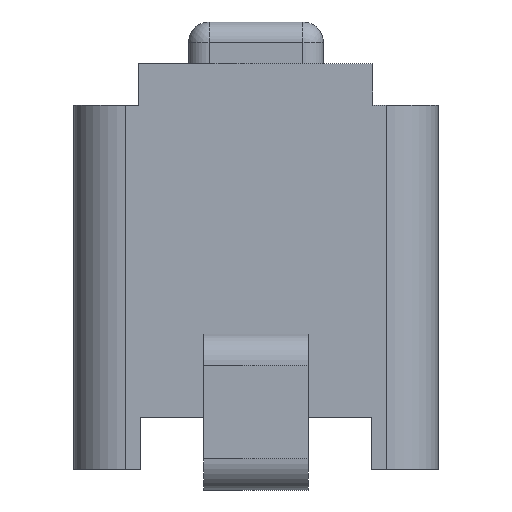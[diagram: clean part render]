
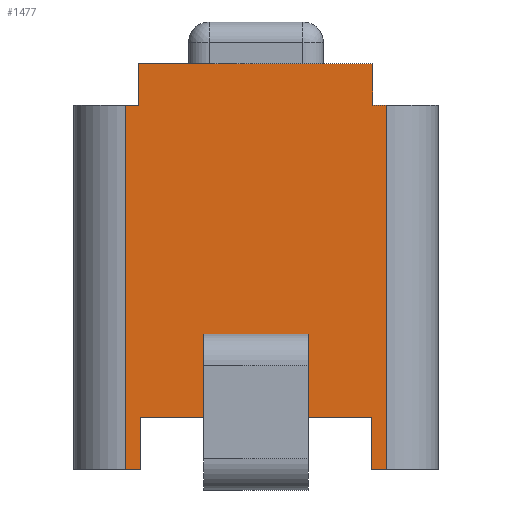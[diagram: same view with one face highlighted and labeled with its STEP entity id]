
A CAD part, left-side view. The second image highlights one B-rep face of the part: STEP entity #1477.
In plain terms, the highlighted planar face has unit normal (-1, 0, 0).
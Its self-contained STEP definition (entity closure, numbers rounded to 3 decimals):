
#294=DIRECTION('',(0.,0.,1.));
#295=VECTOR('',#294,0.35);
#296=CARTESIAN_POINT('',(-3.,-0.5,-2.55));
#297=LINE('',#296,#295);
#298=DIRECTION('',(0.,1.,0.));
#299=VECTOR('',#298,1.);
#300=CARTESIAN_POINT('',(-3.,-0.5,-2.2));
#301=LINE('',#300,#299);
#302=DIRECTION('',(0.,0.,1.));
#303=VECTOR('',#302,0.35);
#304=CARTESIAN_POINT('',(-3.,0.5,-2.55));
#305=LINE('',#304,#303);
#306=DIRECTION('',(0.,1.,0.));
#307=VECTOR('',#306,1.);
#308=CARTESIAN_POINT('',(-3.,-0.5,-2.55));
#309=LINE('',#308,#307);
#310=DIRECTION('',(0.,0.,-1.));
#311=VECTOR('',#310,3.5);
#312=CARTESIAN_POINT('',(-3.,-1.25,0.));
#313=LINE('',#312,#311);
#314=DIRECTION('',(0.,-1.,0.));
#315=VECTOR('',#314,0.14);
#316=CARTESIAN_POINT('',(-3.,-1.11,-3.5));
#317=LINE('',#316,#315);
#318=DIRECTION('',(0.,0.,1.));
#319=VECTOR('',#318,0.5);
#320=CARTESIAN_POINT('',(-3.,-1.11,-3.5));
#321=LINE('',#320,#319);
#322=DIRECTION('',(0.,1.,0.));
#323=VECTOR('',#322,2.22);
#324=CARTESIAN_POINT('',(-3.,-1.11,-3.));
#325=LINE('',#324,#323);
#326=DIRECTION('',(0.,0.,1.));
#327=VECTOR('',#326,0.5);
#328=CARTESIAN_POINT('',(-3.,1.11,-3.5));
#329=LINE('',#328,#327);
#330=DIRECTION('',(0.,-1.,0.));
#331=VECTOR('',#330,0.14);
#332=CARTESIAN_POINT('',(-3.,1.25,-3.5));
#333=LINE('',#332,#331);
#334=DIRECTION('',(0.,0.,1.));
#335=VECTOR('',#334,3.5);
#336=CARTESIAN_POINT('',(-3.,1.25,-3.5));
#337=LINE('',#336,#335);
#706=DIRECTION('',(0.,-1.,0.));
#707=VECTOR('',#706,0.125);
#708=CARTESIAN_POINT('',(-3.,1.25,0.));
#709=LINE('',#708,#707);
#742=DIRECTION('',(0.,-1.,0.));
#743=VECTOR('',#742,0.125);
#744=CARTESIAN_POINT('',(-3.,-1.125,0.));
#745=LINE('',#744,#743);
#890=DIRECTION('',(0.,0.,1.));
#891=VECTOR('',#890,0.4);
#892=CARTESIAN_POINT('',(-3.,-1.125,0.));
#893=LINE('',#892,#891);
#924=DIRECTION('',(0.,1.,0.));
#925=VECTOR('',#924,2.25);
#926=CARTESIAN_POINT('',(-3.,-1.125,0.4));
#927=LINE('',#926,#925);
#941=DIRECTION('',(0.,0.,1.));
#942=VECTOR('',#941,0.4);
#943=CARTESIAN_POINT('',(-3.,1.125,0.));
#944=LINE('',#943,#942);
#1031=CARTESIAN_POINT('',(-3.,1.25,0.));
#1033=VERTEX_POINT('',#1031);
#1034=CARTESIAN_POINT('',(-3.,1.25,-3.5));
#1035=VERTEX_POINT('',#1034);
#1055=CARTESIAN_POINT('',(-3.,-1.25,-3.5));
#1057=VERTEX_POINT('',#1055);
#1058=CARTESIAN_POINT('',(-3.,-1.25,0.));
#1059=VERTEX_POINT('',#1058);
#1088=CARTESIAN_POINT('',(-3.,-1.11,-3.5));
#1089=VERTEX_POINT('',#1088);
#1090=CARTESIAN_POINT('',(-3.,1.11,-3.5));
#1092=VERTEX_POINT('',#1090);
#1098=CARTESIAN_POINT('',(-3.,-1.11,-3.));
#1099=CARTESIAN_POINT('',(-3.,1.11,-3.));
#1100=VERTEX_POINT('',#1098);
#1101=VERTEX_POINT('',#1099);
#1158=CARTESIAN_POINT('',(-3.,-0.5,-2.55));
#1159=CARTESIAN_POINT('',(-3.,-0.5,-2.2));
#1160=VERTEX_POINT('',#1158);
#1161=VERTEX_POINT('',#1159);
#1162=CARTESIAN_POINT('',(-3.,0.5,-2.55));
#1163=CARTESIAN_POINT('',(-3.,0.5,-2.2));
#1164=VERTEX_POINT('',#1162);
#1165=VERTEX_POINT('',#1163);
#1214=CARTESIAN_POINT('',(-3.,-1.125,0.4));
#1216=VERTEX_POINT('',#1214);
#1226=CARTESIAN_POINT('',(-3.,1.125,0.4));
#1228=VERTEX_POINT('',#1226);
#1238=CARTESIAN_POINT('',(-3.,-1.125,0.));
#1240=VERTEX_POINT('',#1238);
#1246=CARTESIAN_POINT('',(-3.,1.125,0.));
#1248=VERTEX_POINT('',#1246);
#1440=CARTESIAN_POINT('',(-3.,1.75,-3.5));
#1441=DIRECTION('',(-1.,0.,0.));
#1442=DIRECTION('',(0.,0.,1.));
#1443=AXIS2_PLACEMENT_3D('',#1440,#1441,#1442);
#1444=PLANE('',#1443);
#1446=ORIENTED_EDGE('',*,*,#1445,.T.);
#1448=ORIENTED_EDGE('',*,*,#1447,.T.);
#1450=ORIENTED_EDGE('',*,*,#1449,.F.);
#1452=ORIENTED_EDGE('',*,*,#1451,.F.);
#1454=ORIENTED_EDGE('',*,*,#1453,.T.);
#1455=ORIENTED_EDGE('',*,*,#1432,.T.);
#1456=ORIENTED_EDGE('',*,*,#1332,.F.);
#1458=ORIENTED_EDGE('',*,*,#1457,.T.);
#1459=ORIENTED_EDGE('',*,*,#1288,.T.);
#1461=ORIENTED_EDGE('',*,*,#1460,.F.);
#1462=ORIENTED_EDGE('',*,*,#1352,.F.);
#1464=ORIENTED_EDGE('',*,*,#1463,.T.);
#1465=EDGE_LOOP('',(#1446,#1448,#1450,#1452,#1454,#1455,#1456,#1458,#1459,#1461,
#1462,#1464));
#1466=FACE_OUTER_BOUND('',#1465,.F.);
#1468=ORIENTED_EDGE('',*,*,#1467,.T.);
#1470=ORIENTED_EDGE('',*,*,#1469,.T.);
#1472=ORIENTED_EDGE('',*,*,#1471,.F.);
#1474=ORIENTED_EDGE('',*,*,#1473,.F.);
#1475=EDGE_LOOP('',(#1468,#1470,#1472,#1474));
#1476=FACE_BOUND('',#1475,.F.);
#1288=EDGE_CURVE('',#1100,#1101,#325,.T.);
#1332=EDGE_CURVE('',#1089,#1057,#317,.T.);
#1352=EDGE_CURVE('',#1035,#1092,#333,.T.);
#1432=EDGE_CURVE('',#1059,#1057,#313,.T.);
#1445=EDGE_CURVE('',#1033,#1248,#709,.T.);
#1447=EDGE_CURVE('',#1248,#1228,#944,.T.);
#1449=EDGE_CURVE('',#1216,#1228,#927,.T.);
#1451=EDGE_CURVE('',#1240,#1216,#893,.T.);
#1453=EDGE_CURVE('',#1240,#1059,#745,.T.);
#1457=EDGE_CURVE('',#1089,#1100,#321,.T.);
#1460=EDGE_CURVE('',#1092,#1101,#329,.T.);
#1463=EDGE_CURVE('',#1035,#1033,#337,.T.);
#1467=EDGE_CURVE('',#1160,#1161,#297,.T.);
#1469=EDGE_CURVE('',#1161,#1165,#301,.T.);
#1471=EDGE_CURVE('',#1164,#1165,#305,.T.);
#1473=EDGE_CURVE('',#1160,#1164,#309,.T.);
#1477=ADVANCED_FACE('',(#1466,#1476),#1444,.T.);
